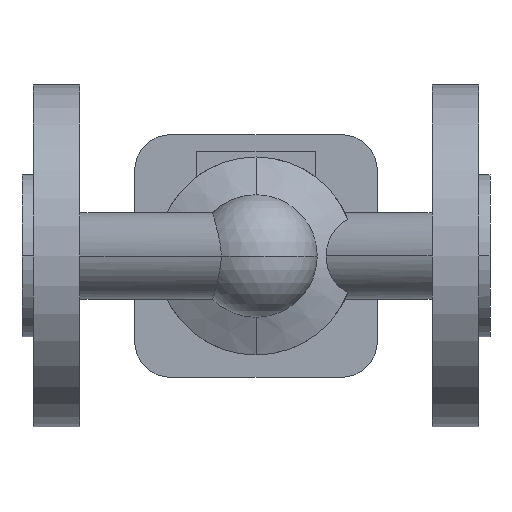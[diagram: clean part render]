
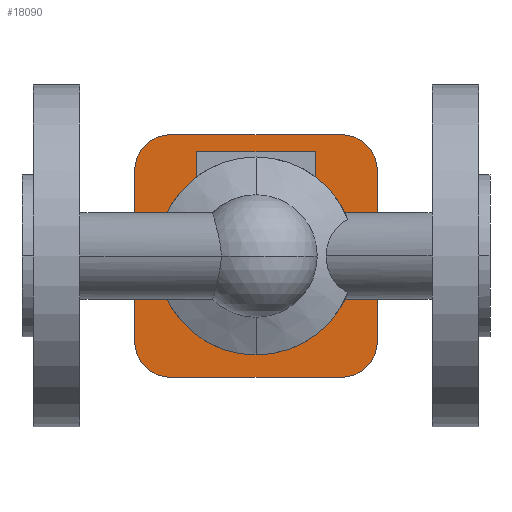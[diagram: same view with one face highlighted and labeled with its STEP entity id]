
A CAD part, front view. The second image highlights one B-rep face of the part: STEP entity #18090.
In plain terms, the highlighted planar face has unit normal (0, -1, 0).
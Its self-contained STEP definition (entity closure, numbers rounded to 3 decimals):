
#1220=CARTESIAN_POINT('',(37.5,35.,0.));
#1230=VERTEX_POINT('',#1220);
#2130=CARTESIAN_POINT('',(92.5,35.,0.));
#2140=VERTEX_POINT('',#2130);
#2170=CARTESIAN_POINT('',(65.,35.,0.));
#2180=DIRECTION('',(0.,-1.,0.));
#2190=DIRECTION('',(-1.,0.,0.));
#2200=AXIS2_PLACEMENT_3D('',#2170,#2180,#2190);
#2210=CIRCLE('',#2200,27.5);
#2220=EDGE_CURVE('',#1230,#2140,#2210,.T.);
#17290=CARTESIAN_POINT('',(28.,35.,0.));
#17300=DIRECTION('',(0.,-1.,0.));
#17310=DIRECTION('',(-1.,0.,0.));
#17320=AXIS2_PLACEMENT_3D('',#17290,#17300,#17310);
#17330=PLANE('',#17320);
#17340=CARTESIAN_POINT('',(31.312,35.,11.844));
#17350=DIRECTION('',(0.,0.,-1.));
#17360=VECTOR('',#17350,1.);
#17370=LINE('',#17340,#17360);
#17380=CARTESIAN_POINT('',(31.312,35.,23.688));
#17390=VERTEX_POINT('',#17380);
#17400=CARTESIAN_POINT('',(31.312,35.,-23.688));
#17410=VERTEX_POINT('',#17400);
#17420=EDGE_CURVE('',#17390,#17410,#17370,.T.);
#17430=ORIENTED_EDGE('',*,*,#17420,.T.);
#17440=CARTESIAN_POINT('',(41.312,35.,23.688));
#17450=DIRECTION('',(0.,-1.,0.));
#17460=DIRECTION('',(-1.,0.,0.));
#17470=AXIS2_PLACEMENT_3D('',#17440,#17450,#17460);
#17480=CIRCLE('',#17470,10.);
#17490=CARTESIAN_POINT('',(41.312,35.,33.688));
#17500=VERTEX_POINT('',#17490);
#17510=EDGE_CURVE('',#17500,#17390,#17480,.T.);
#17520=ORIENTED_EDGE('',*,*,#17510,.T.);
#17530=CARTESIAN_POINT('',(58.344,35.,33.688));
#17540=DIRECTION('',(-1.,0.,0.));
#17550=VECTOR('',#17540,1.);
#17560=LINE('',#17530,#17550);
#17570=CARTESIAN_POINT('',(88.688,35.,33.688));
#17580=VERTEX_POINT('',#17570);
#17590=EDGE_CURVE('',#17580,#17500,#17560,.T.);
#17600=ORIENTED_EDGE('',*,*,#17590,.T.);
#17610=CARTESIAN_POINT('',(88.688,35.,23.688));
#17620=DIRECTION('',(0.,-1.,0.));
#17630=DIRECTION('',(0.,0.,1.));
#17640=AXIS2_PLACEMENT_3D('',#17610,#17620,#17630);
#17650=CIRCLE('',#17640,10.);
#17660=CARTESIAN_POINT('',(98.688,35.,23.688));
#17670=VERTEX_POINT('',#17660);
#17680=EDGE_CURVE('',#17670,#17580,#17650,.T.);
#17690=ORIENTED_EDGE('',*,*,#17680,.T.);
#17700=CARTESIAN_POINT('',(98.688,35.,-11.844));
#17710=DIRECTION('',(0.,0.,1.));
#17720=VECTOR('',#17710,1.);
#17730=LINE('',#17700,#17720);
#17740=CARTESIAN_POINT('',(98.688,35.,-23.688));
#17750=VERTEX_POINT('',#17740);
#17760=EDGE_CURVE('',#17750,#17670,#17730,.T.);
#17770=ORIENTED_EDGE('',*,*,#17760,.T.);
#17780=CARTESIAN_POINT('',(88.688,35.,-23.688));
#17790=DIRECTION('',(0.,-1.,0.));
#17800=DIRECTION('',(1.,0.,0.));
#17810=AXIS2_PLACEMENT_3D('',#17780,#17790,#17800);
#17820=CIRCLE('',#17810,10.);
#17830=CARTESIAN_POINT('',(88.688,35.,-33.688));
#17840=VERTEX_POINT('',#17830);
#17850=EDGE_CURVE('',#17840,#17750,#17820,.T.);
#17860=ORIENTED_EDGE('',*,*,#17850,.T.);
#17870=CARTESIAN_POINT('',(34.656,35.,-33.688));
#17880=DIRECTION('',(1.,0.,0.));
#17890=VECTOR('',#17880,1.);
#17900=LINE('',#17870,#17890);
#17910=CARTESIAN_POINT('',(41.312,35.,-33.688));
#17920=VERTEX_POINT('',#17910);
#17930=EDGE_CURVE('',#17920,#17840,#17900,.T.);
#17940=ORIENTED_EDGE('',*,*,#17930,.T.);
#17950=CARTESIAN_POINT('',(41.312,35.,-23.688));
#17960=DIRECTION('',(0.,-1.,0.));
#17970=DIRECTION('',(0.,0.,-1.));
#17980=AXIS2_PLACEMENT_3D('',#17950,#17960,#17970);
#17990=CIRCLE('',#17980,10.);
#18000=EDGE_CURVE('',#17410,#17920,#17990,.T.);
#18010=ORIENTED_EDGE('',*,*,#18000,.T.);
#18020=EDGE_LOOP('',(#18010,#17940,#17860,#17770,#17690,#17600,#17520,
#17430));
#18030=FACE_OUTER_BOUND('',#18020,.T.);
#18040=EDGE_CURVE('',#2140,#1230,#2210,.T.);
#18050=ORIENTED_EDGE('',*,*,#18040,.F.);
#18060=ORIENTED_EDGE('',*,*,#2220,.F.);
#18070=EDGE_LOOP('',(#18060,#18050));
#18080=FACE_BOUND('',#18070,.T.);
#18090=ADVANCED_FACE('',(#18030,#18080),#17330,.T.);
